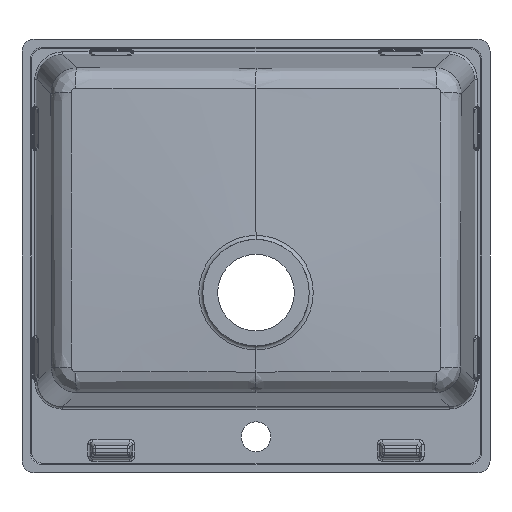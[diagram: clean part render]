
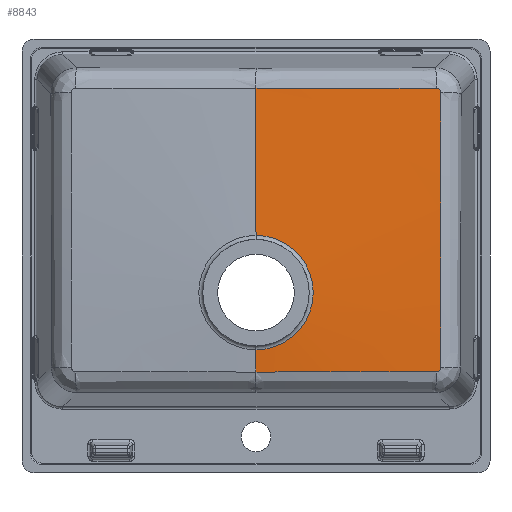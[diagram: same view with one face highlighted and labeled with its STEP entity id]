
A CAD part, front view. The second image highlights one B-rep face of the part: STEP entity #8843.
In plain terms, the highlighted conical face has half-angle 87 degrees and reference radius 194.379 mm.
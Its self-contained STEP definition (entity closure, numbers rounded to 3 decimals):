
#1602=CARTESIAN_POINT('',(0.,-230.5,0.));
#1603=DIRECTION('',(0.,-1.,0.));
#1604=DIRECTION('',(0.,0.,-1.));
#1605=AXIS2_PLACEMENT_3D('',#1602,#1603,#1604);
#1607=DIRECTION('',(0.,0.052,0.999));
#1608=VECTOR('',#1607,173.032);
#1609=CARTESIAN_POINT('',(0.,-230.5,
67.228));
#1610=LINE('',#1609,#1608);
#1611=CARTESIAN_POINT('',(0.,-221.444,
240.023));
#1612=CARTESIAN_POINT('',(9.713,-221.444,240.023));
#1613=CARTESIAN_POINT('',(28.879,-221.383,240.022));
#1614=CARTESIAN_POINT('',(58.048,-221.11,240.018));
#1615=CARTESIAN_POINT('',(87.253,-220.665,240.014));
#1616=CARTESIAN_POINT('',(116.806,-220.058,240.014));
#1617=CARTESIAN_POINT('',(147.059,-219.292,240.019));
#1618=CARTESIAN_POINT('',(178.471,-218.367,240.034));
#1619=CARTESIAN_POINT('',(200.592,-217.635,240.052));
#1620=CARTESIAN_POINT('',(211.968,-217.24,240.064));
#1622=CARTESIAN_POINT('',(211.968,-217.24,240.064));
#1623=CARTESIAN_POINT('',(212.347,-217.226,240.064));
#1624=CARTESIAN_POINT('',(213.086,-217.204,239.982));
#1625=CARTESIAN_POINT('',(214.16,-217.181,239.61));
#1626=CARTESIAN_POINT('',(215.117,-217.171,239.01));
#1627=CARTESIAN_POINT('',(215.916,-217.174,238.21));
#1628=CARTESIAN_POINT('',(216.516,-217.19,237.254));
#1629=CARTESIAN_POINT('',(216.887,-217.218,236.18));
#1630=CARTESIAN_POINT('',(216.969,-217.244,235.441));
#1631=CARTESIAN_POINT('',(216.968,-217.259,235.062));
#1633=CARTESIAN_POINT('',(216.968,-217.259,235.062));
#1634=CARTESIAN_POINT('',(216.957,-217.581,226.687));
#1635=CARTESIAN_POINT('',(216.938,-218.187,210.552));
#1636=CARTESIAN_POINT('',(216.919,-218.963,188.717));
#1637=CARTESIAN_POINT('',(216.905,-219.68,167.179));
#1638=CARTESIAN_POINT('',(216.898,-220.312,146.604));
#1639=CARTESIAN_POINT('',(216.895,-220.842,127.669));
#1640=CARTESIAN_POINT('',(216.896,-221.287,109.994));
#1641=CARTESIAN_POINT('',(216.899,-221.672,92.66));
#1642=CARTESIAN_POINT('',(216.903,-222.,75.328));
#1643=CARTESIAN_POINT('',(216.908,-222.261,58.37));
#1644=CARTESIAN_POINT('',(216.912,-222.455,41.932));
#1645=CARTESIAN_POINT('',(216.915,-222.585,25.774));
#1646=CARTESIAN_POINT('',(216.917,-222.654,9.727));
#1647=CARTESIAN_POINT('',(216.917,-222.661,
-6.328));
#1648=CARTESIAN_POINT('',(216.916,-222.605,
-22.45));
#1649=CARTESIAN_POINT('',(216.913,-222.488,
-38.457));
#1650=CARTESIAN_POINT('',(216.909,-222.313,
-54.39));
#1651=CARTESIAN_POINT('',(216.904,-222.072,
-71.036));
#1652=CARTESIAN_POINT('',(216.901,-221.867,
-82.4));
#1653=CARTESIAN_POINT('',(216.9,-221.752,
-88.2));
#1655=CARTESIAN_POINT('',(216.9,-221.752,
-88.2));
#1656=CARTESIAN_POINT('',(216.9,-221.745,
-88.58));
#1657=CARTESIAN_POINT('',(216.817,-221.734,
-89.32));
#1658=CARTESIAN_POINT('',(216.444,-221.731,
-90.394));
#1659=CARTESIAN_POINT('',(215.843,-221.74,
-91.352));
#1660=CARTESIAN_POINT('',(215.042,-221.762,
-92.151));
#1661=CARTESIAN_POINT('',(214.085,-221.796,
-92.751));
#1662=CARTESIAN_POINT('',(213.01,-221.84,
-93.122));
#1663=CARTESIAN_POINT('',(212.272,-221.873,
-93.203));
#1664=CARTESIAN_POINT('',(211.892,-221.892,
-93.203));
#1666=CARTESIAN_POINT('',(211.892,-221.892,
-93.203));
#1667=CARTESIAN_POINT('',(204.854,-222.23,
-93.188));
#1668=CARTESIAN_POINT('',(191.422,-222.869,
-93.162));
#1669=CARTESIAN_POINT('',(173.311,-223.715,
-93.134));
#1670=CARTESIAN_POINT('',(156.832,-224.468,
-93.117));
#1671=CARTESIAN_POINT('',(141.922,-225.131,
-93.109));
#1672=CARTESIAN_POINT('',(128.548,-225.708,
-93.109));
#1673=CARTESIAN_POINT('',(116.441,-226.213,
-93.114));
#1674=CARTESIAN_POINT('',(105.126,-226.666,
-93.125));
#1675=CARTESIAN_POINT('',(94.333,-227.079,
-93.141));
#1676=CARTESIAN_POINT('',(84.239,-227.445,
-93.16));
#1677=CARTESIAN_POINT('',(75.095,-227.755,
-93.181));
#1678=CARTESIAN_POINT('',(66.725,-228.019,
-93.203));
#1679=CARTESIAN_POINT('',(58.662,-228.254,
-93.227));
#1680=CARTESIAN_POINT('',(50.554,-228.469,
-93.251));
#1681=CARTESIAN_POINT('',(42.358,-228.659,
-93.276));
#1682=CARTESIAN_POINT('',(34.099,-228.823,
-93.299));
#1683=CARTESIAN_POINT('',(25.96,-228.952,
-93.32));
#1684=CARTESIAN_POINT('',(18.128,-229.046,
-93.336));
#1685=CARTESIAN_POINT('',(9.899,-229.111,
-93.347));
#1686=CARTESIAN_POINT('',(3.441,-229.131,
-93.351));
#1687=CARTESIAN_POINT('',(0.,-229.131,
-93.351));
#1689=DIRECTION('',(0.,0.052,-0.999));
#1690=VECTOR('',#1689,26.158);
#1691=CARTESIAN_POINT('',(0.,-230.5,
-67.228));
#1692=LINE('',#1691,#1690);
#5829=CARTESIAN_POINT('',(0.,-230.5,
-67.228));
#5830=CARTESIAN_POINT('',(0.,-230.5,
67.228));
#5831=VERTEX_POINT('',#5829);
#5832=VERTEX_POINT('',#5830);
#5837=CARTESIAN_POINT('',(0.,-221.444,
240.023));
#5838=VERTEX_POINT('',#5837);
#5985=CARTESIAN_POINT('',(0.,-229.131,
-93.351));
#5986=VERTEX_POINT('',#5985);
#5989=VERTEX_POINT('',#1620);
#5990=VERTEX_POINT('',#1631);
#5991=VERTEX_POINT('',#1653);
#5992=VERTEX_POINT('',#1664);
#8821=CARTESIAN_POINT('',(0.,-223.836,0.));
#8822=DIRECTION('',(0.,1.,0.));
#8823=DIRECTION('',(0.,0.,-1.));
#8824=AXIS2_PLACEMENT_3D('',#8821,#8822,#8823);
#8825=CONICAL_SURFACE('',#8824,194.379,87.);
#8826=ORIENTED_EDGE('',*,*,#8811,.T.);
#8828=ORIENTED_EDGE('',*,*,#8827,.T.);
#8830=ORIENTED_EDGE('',*,*,#8829,.T.);
#8832=ORIENTED_EDGE('',*,*,#8831,.T.);
#8834=ORIENTED_EDGE('',*,*,#8833,.T.);
#8836=ORIENTED_EDGE('',*,*,#8835,.T.);
#8838=ORIENTED_EDGE('',*,*,#8837,.T.);
#8840=ORIENTED_EDGE('',*,*,#8839,.F.);
#8841=EDGE_LOOP('',(#8826,#8828,#8830,#8832,#8834,#8836,#8838,#8840));
#8842=FACE_OUTER_BOUND('',#8841,.F.);
#8843=ADVANCED_FACE('',(#8842),#8825,.T.);
#1606=CIRCLE('',#1605,67.228);
#1621=B_SPLINE_CURVE_WITH_KNOTS('',3,(#1611,#1612,#1613,#1614,#1615,#1616,#1617,
#1618,#1619,#1620),.UNSPECIFIED.,.F.,.F.,(4,1,1,1,1,1,1,4),(0.,
0.143,0.286,0.429,0.571,
0.714,0.857,1.),.UNSPECIFIED.);
#1632=B_SPLINE_CURVE_WITH_KNOTS('',3,(#1622,#1623,#1624,#1625,#1626,#1627,#1628,
#1629,#1630,#1631),.UNSPECIFIED.,.F.,.F.,(4,1,1,1,1,1,1,4),(0.,
0.143,0.286,0.429,0.571,
0.714,0.857,1.),.UNSPECIFIED.);
#1654=B_SPLINE_CURVE_WITH_KNOTS('',3,(#1633,#1634,#1635,#1636,#1637,#1638,#1639,
#1640,#1641,#1642,#1643,#1644,#1645,#1646,#1647,#1648,#1649,#1650,#1651,#1652,
#1653),.UNSPECIFIED.,.F.,.F.,(4,1,1,1,1,1,1,1,1,1,1,1,1,1,1,1,1,1,4),(0.,
0.056,0.111,0.167,0.222,
0.278,0.333,0.389,0.444,0.5,
0.556,0.611,0.667,0.722,
0.778,0.833,0.889,0.944,1.),
.UNSPECIFIED.);
#1665=B_SPLINE_CURVE_WITH_KNOTS('',3,(#1655,#1656,#1657,#1658,#1659,#1660,#1661,
#1662,#1663,#1664),.UNSPECIFIED.,.F.,.F.,(4,1,1,1,1,1,1,4),(0.,
0.143,0.286,0.429,0.571,
0.714,0.857,1.),.UNSPECIFIED.);
#1688=B_SPLINE_CURVE_WITH_KNOTS('',3,(#1666,#1667,#1668,#1669,#1670,#1671,#1672,
#1673,#1674,#1675,#1676,#1677,#1678,#1679,#1680,#1681,#1682,#1683,#1684,#1685,
#1686,#1687),.UNSPECIFIED.,.F.,.F.,(4,1,1,1,1,1,1,1,1,1,1,1,1,1,1,1,1,1,1,4),(
0.,0.053,0.105,0.158,0.211,
0.263,0.316,0.368,0.421,
0.474,0.526,0.579,0.632,
0.684,0.737,0.789,0.842,
0.895,0.947,1.),.UNSPECIFIED.);
#8811=EDGE_CURVE('',#5831,#5832,#1606,.T.);
#8827=EDGE_CURVE('',#5832,#5838,#1610,.T.);
#8829=EDGE_CURVE('',#5838,#5989,#1621,.T.);
#8831=EDGE_CURVE('',#5989,#5990,#1632,.T.);
#8833=EDGE_CURVE('',#5990,#5991,#1654,.T.);
#8835=EDGE_CURVE('',#5991,#5992,#1665,.T.);
#8837=EDGE_CURVE('',#5992,#5986,#1688,.T.);
#8839=EDGE_CURVE('',#5831,#5986,#1692,.T.);
